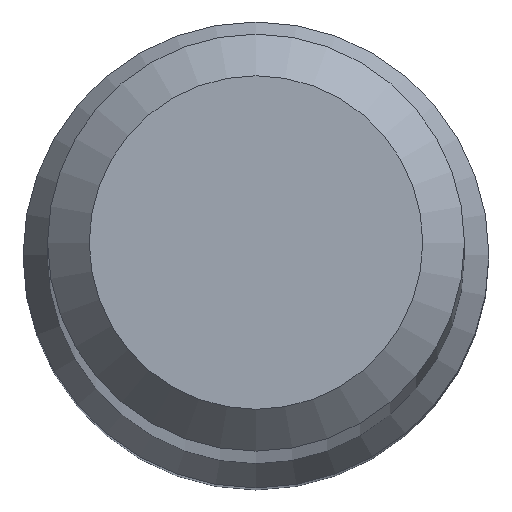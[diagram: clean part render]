
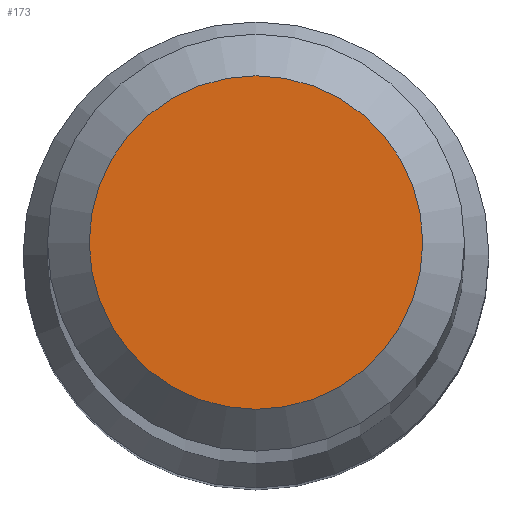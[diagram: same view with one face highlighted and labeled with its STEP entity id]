
A CAD part, top view. The second image highlights one B-rep face of the part: STEP entity #173.
In plain terms, the highlighted planar face has unit normal (0, 0, 1).
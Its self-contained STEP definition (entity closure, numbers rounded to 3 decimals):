
#38 = EDGE_CURVE ( 'NONE', #192, #192, #58, .T. ) ;
#55 = FACE_OUTER_BOUND ( 'NONE', #239, .T. ) ;
#58 = CIRCLE ( 'NONE', #98, 1.6 ) ;
#61 = CARTESIAN_POINT ( 'NONE',  ( 0., 0., 80. ) ) ;
#77 = DIRECTION ( 'NONE',  ( 0., 1., 0. ) ) ;
#98 = AXIS2_PLACEMENT_3D ( 'NONE', #61, #206, #226 ) ;
#124 = AXIS2_PLACEMENT_3D ( 'NONE', #207, #242, #77 ) ;
#148 = PLANE ( 'NONE',  #124 ) ;
#155 = CARTESIAN_POINT ( 'NONE',  ( 0., 1.6, 80. ) ) ;
#173 = ADVANCED_FACE ( 'NONE', ( #55 ), #148, .F. ) ;
#192 = VERTEX_POINT ( 'NONE', #155 ) ;
#206 = DIRECTION ( 'NONE',  ( 0., 0., -1. ) ) ;
#207 = CARTESIAN_POINT ( 'NONE',  ( 0., 0., 80. ) ) ;
#215 = ORIENTED_EDGE ( 'NONE', *, *, #38, .F. ) ;
#226 = DIRECTION ( 'NONE',  ( 0., 1., 0. ) ) ;
#239 = EDGE_LOOP ( 'NONE', ( #215 ) ) ;
#242 = DIRECTION ( 'NONE',  ( 0., 0., -1. ) ) ;
